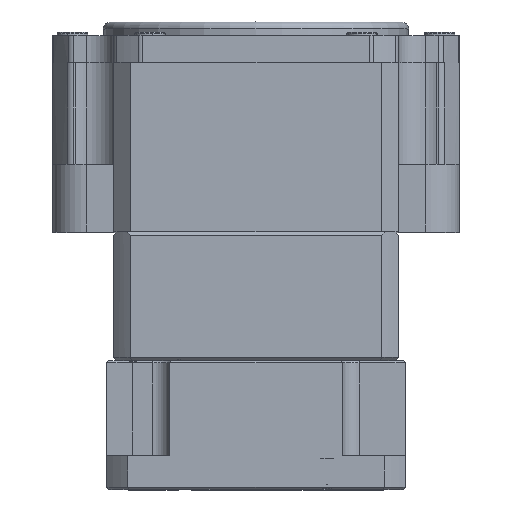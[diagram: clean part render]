
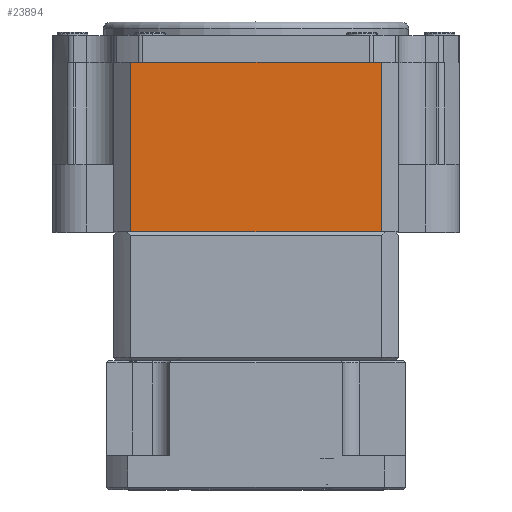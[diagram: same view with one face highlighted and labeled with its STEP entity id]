
A CAD part, top view. The second image highlights one B-rep face of the part: STEP entity #23894.
In plain terms, the highlighted planar face has unit normal (0, 0, 1).
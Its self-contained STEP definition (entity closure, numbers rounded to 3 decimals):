
#1325 = LINE ( 'NONE', #16327, #18624 ) ;
#1954 = CARTESIAN_POINT ( 'NONE',  ( 18.5, 25., 50.2 ) ) ;
#3986 = ORIENTED_EDGE ( 'NONE', *, *, #11535, .T. ) ;
#4150 = CARTESIAN_POINT ( 'NONE',  ( 18.5, 0., 50.2 ) ) ;
#4330 = VERTEX_POINT ( 'NONE', #1954 ) ;
#4877 = VERTEX_POINT ( 'NONE', #25922 ) ;
#5227 = AXIS2_PLACEMENT_3D ( 'NONE', #17182, #19363, #6353 ) ;
#6191 = LINE ( 'NONE', #26184, #17062 ) ;
#6353 = DIRECTION ( 'NONE',  ( 1., 0., 0. ) ) ;
#6366 = EDGE_LOOP ( 'NONE', ( #8295, #16389, #3986, #27462 ) ) ;
#8295 = ORIENTED_EDGE ( 'NONE', *, *, #15688, .F. ) ;
#10386 = VECTOR ( 'NONE', #11738, 1000. ) ;
#10536 = DIRECTION ( 'NONE',  ( -1., 0., 0. ) ) ;
#10623 = PLANE ( 'NONE',  #5227 ) ;
#11535 = EDGE_CURVE ( 'NONE', #4330, #20513, #17244, .T. ) ;
#11738 = DIRECTION ( 'NONE',  ( 0., -1., 0. ) ) ;
#12488 = VERTEX_POINT ( 'NONE', #4150 ) ;
#12860 = FACE_OUTER_BOUND ( 'NONE', #6366, .T. ) ;
#15688 = EDGE_CURVE ( 'NONE', #12488, #4877, #6191, .T. ) ;
#16327 = CARTESIAN_POINT ( 'NONE',  ( 18.5, 25., 50.2 ) ) ;
#16389 = ORIENTED_EDGE ( 'NONE', *, *, #23431, .T. ) ;
#16520 = DIRECTION ( 'NONE',  ( 0., 1., 0. ) ) ;
#17062 = VECTOR ( 'NONE', #24033, 1000. ) ;
#17182 = CARTESIAN_POINT ( 'NONE',  ( 21., 25., 50.2 ) ) ;
#17244 = LINE ( 'NONE', #17463, #17920 ) ;
#17463 = CARTESIAN_POINT ( 'NONE',  ( 21., 25., 50.2 ) ) ;
#17920 = VECTOR ( 'NONE', #10536, 1000. ) ;
#18272 = CARTESIAN_POINT ( 'NONE',  ( -18.5, 25., 50.2 ) ) ;
#18624 = VECTOR ( 'NONE', #16520, 1000. ) ;
#19286 = LINE ( 'NONE', #18272, #10386 ) ;
#19363 = DIRECTION ( 'NONE',  ( 0., 0., 1. ) ) ;
#19687 = CARTESIAN_POINT ( 'NONE',  ( -18.5, 25., 50.2 ) ) ;
#20513 = VERTEX_POINT ( 'NONE', #19687 ) ;
#21640 = EDGE_CURVE ( 'NONE', #20513, #4877, #19286, .T. ) ;
#23431 = EDGE_CURVE ( 'NONE', #12488, #4330, #1325, .T. ) ;
#23894 = ADVANCED_FACE ( 'NONE', ( #12860 ), #10623, .T. ) ;
#24033 = DIRECTION ( 'NONE',  ( -1., 0., 0. ) ) ;
#25922 = CARTESIAN_POINT ( 'NONE',  ( -18.5, 0., 50.2 ) ) ;
#26184 = CARTESIAN_POINT ( 'NONE',  ( 21., 0., 50.2 ) ) ;
#27462 = ORIENTED_EDGE ( 'NONE', *, *, #21640, .T. ) ;
